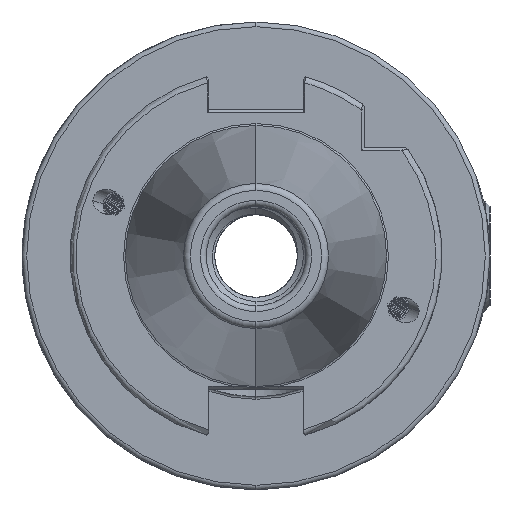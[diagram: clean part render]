
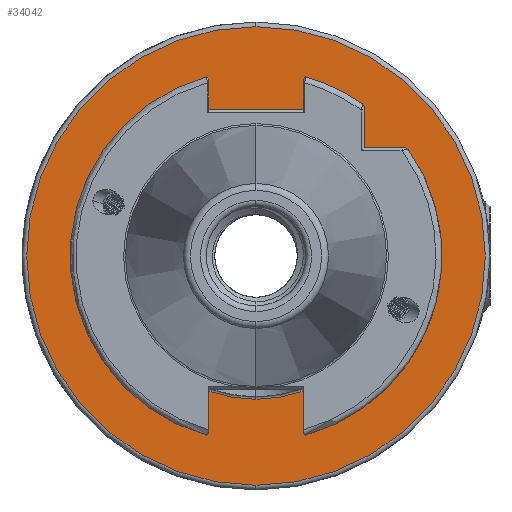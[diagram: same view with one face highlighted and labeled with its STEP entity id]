
A CAD part, left-side view. The second image highlights one B-rep face of the part: STEP entity #34042.
In plain terms, the highlighted planar face has unit normal (-1, 0, 0).
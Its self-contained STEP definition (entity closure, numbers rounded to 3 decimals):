
#3447 = AXIS2_PLACEMENT_3D ( 'NONE', #16438, #16422, #16511 ) ;
#4809 = AXIS2_PLACEMENT_3D ( 'NONE', #26901, #26910, #26914 ) ;
#4849 = AXIS2_PLACEMENT_3D ( 'NONE', #27333, #27344, #27353 ) ;
#4852 = AXIS2_PLACEMENT_3D ( 'NONE', #28880, #28881, #28882 ) ;
#4862 = AXIS2_PLACEMENT_3D ( 'NONE', #28745, #28750, #28752 ) ;
#5092 = CIRCLE ( 'NONE', #4809, 24.5 ) ;
#5200 = CIRCLE ( 'NONE', #4849, 39.2 ) ;
#5261 = CIRCLE ( 'NONE', #4852, 39.2 ) ;
#5284 = CIRCLE ( 'NONE', #4862, 24.5 ) ;
#6708 = VERTEX_POINT ( 'NONE', #16588 ) ;
#6735 = EDGE_LOOP ( 'NONE', ( #29711, #29743 ) ) ;
#6737 = EDGE_LOOP ( 'NONE', ( #29678, #29750 ) ) ;
#6738 = VERTEX_POINT ( 'NONE', #16549 ) ;
#7469 = VERTEX_POINT ( 'NONE', #16658 ) ;
#7531 = VERTEX_POINT ( 'NONE', #16796 ) ;
#8038 = EDGE_CURVE ( 'NONE', #7469, #7531, #5092, .T. ) ;
#8115 = EDGE_CURVE ( 'NONE', #6738, #6708, #5200, .T. ) ;
#8230 = EDGE_CURVE ( 'NONE', #7531, #7469, #5284, .T. ) ;
#8237 = EDGE_CURVE ( 'NONE', #6708, #6738, #5261, .T. ) ;
#16422 = DIRECTION ( 'NONE',  ( -1., 0., 0. ) ) ;
#16438 = CARTESIAN_POINT ( 'NONE',  ( 31.8, 24., 0. ) ) ;
#16470 = PLANE ( 'NONE',  #3447 ) ;
#16511 = DIRECTION ( 'NONE',  ( 0., 0., 1. ) ) ;
#16549 = CARTESIAN_POINT ( 'NONE',  ( 31.8, 0., 39.2 ) ) ;
#16588 = CARTESIAN_POINT ( 'NONE',  ( 31.8, 0., -39.2 ) ) ;
#16658 = CARTESIAN_POINT ( 'NONE',  ( 31.8, 0., 24.5 ) ) ;
#16796 = CARTESIAN_POINT ( 'NONE',  ( 31.8, 0., -24.5 ) ) ;
#17050 = FACE_OUTER_BOUND ( 'NONE', #6737, .T. ) ;
#17051 = FACE_BOUND ( 'NONE', #6735, .T. ) ;
#26901 = CARTESIAN_POINT ( 'NONE',  ( 31.8, 0., 0. ) ) ;
#26910 = DIRECTION ( 'NONE',  ( 1., 0., 0. ) ) ;
#26914 = DIRECTION ( 'NONE',  ( 0., 0., 1. ) ) ;
#27333 = CARTESIAN_POINT ( 'NONE',  ( 31.8, 0., 0. ) ) ;
#27344 = DIRECTION ( 'NONE',  ( -1., 0., 0. ) ) ;
#27353 = DIRECTION ( 'NONE',  ( 0., 0., 1. ) ) ;
#28745 = CARTESIAN_POINT ( 'NONE',  ( 31.8, 0., 0. ) ) ;
#28750 = DIRECTION ( 'NONE',  ( 1., 0., 0. ) ) ;
#28752 = DIRECTION ( 'NONE',  ( 0., 0., 1. ) ) ;
#28880 = CARTESIAN_POINT ( 'NONE',  ( 31.8, 0., 0. ) ) ;
#28881 = DIRECTION ( 'NONE',  ( -1., 0., 0. ) ) ;
#28882 = DIRECTION ( 'NONE',  ( 0., 0., 1. ) ) ;
#29678 = ORIENTED_EDGE ( 'NONE', *, *, #8115, .T. ) ;
#29711 = ORIENTED_EDGE ( 'NONE', *, *, #8038, .T. ) ;
#29743 = ORIENTED_EDGE ( 'NONE', *, *, #8230, .T. ) ;
#29750 = ORIENTED_EDGE ( 'NONE', *, *, #8237, .T. ) ;
#34042 = ADVANCED_FACE ( 'NONE', ( #17050, #17051 ), #16470, .T. ) ;
